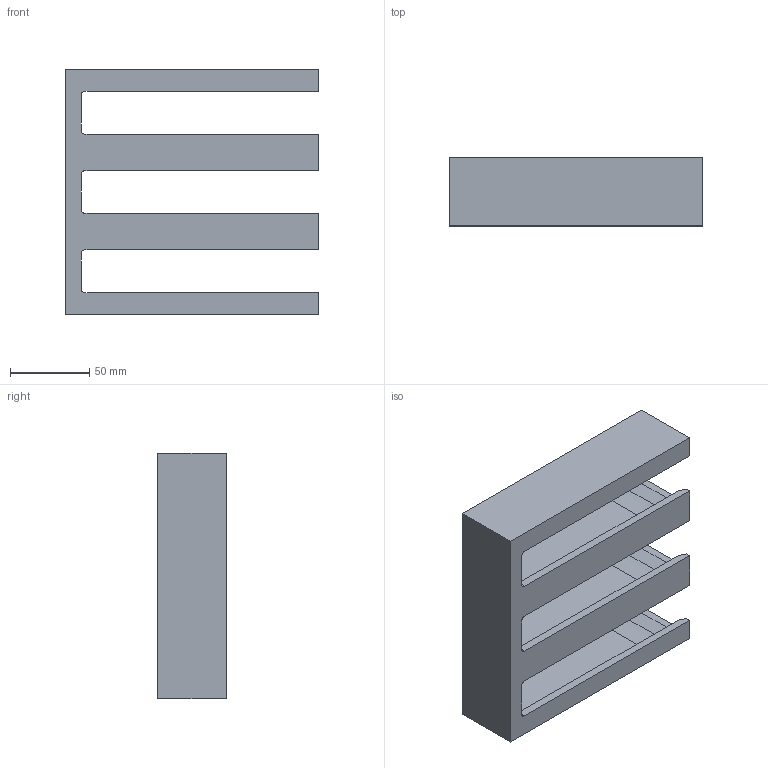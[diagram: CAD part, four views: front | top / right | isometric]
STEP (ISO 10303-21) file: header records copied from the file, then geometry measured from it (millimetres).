
FILE_DESCRIPTION(/* description */ (''),/* implementation_level */ '2;1');
FILE_NAME(/* name */ 'NewFrameDONOTSCALE.step',/* time_stamp */ '2024-11-07T15:22:13-05:00',/* author */ (''),/* organization */ (''),/* preprocessor_version */ 'ST-DEVELOPER v20',/* originating_system */ 'Autodesk Translation Framework v13.20.0.188',/* authorisation */ '');
FILE_SCHEMA (('AUTOMOTIVE_DESIGN { 1 0 10303 214 3 1 1 }'));
Length unit declared in the file: millimetre
Products named in the file (1): FusionComponent
Bounding box: 160 x 43 x 155 mm (x, y, z)
Volume: 418769.7 mm3; surface area: 98096.5 mm2
Topology: 1 solids, 1 shells, 84 faces, 234 edges, 152 vertices
Faces by surface type: plane 66, cylinder 18
Entity records: 2698 total; most frequent: CARTESIAN_POINT 471, ORIENTED_EDGE 468, DIRECTION 440, EDGE_CURVE 234, LINE 198, VECTOR 198, VERTEX_POINT 152, AXIS2_PLACEMENT_3D 121
